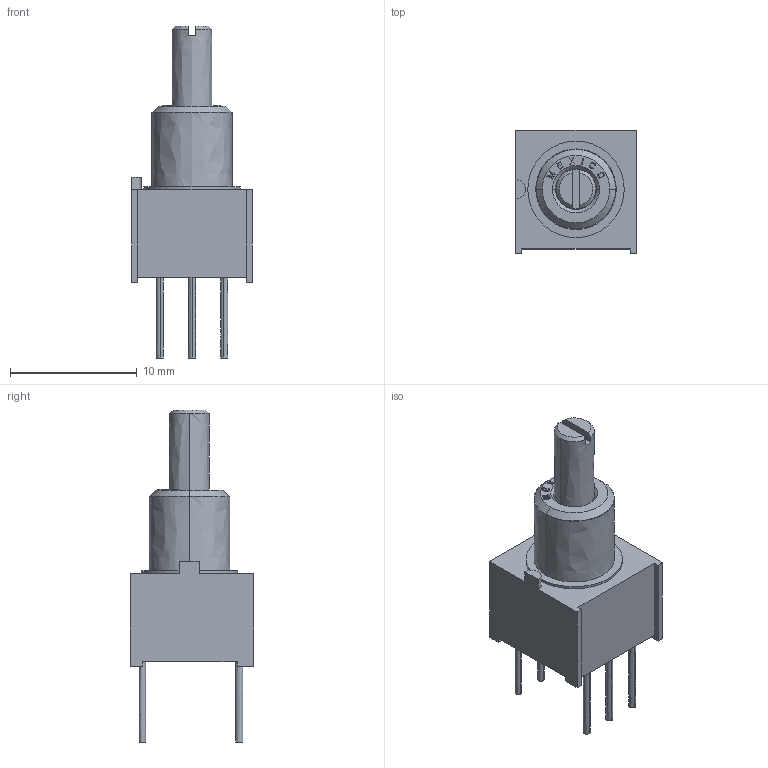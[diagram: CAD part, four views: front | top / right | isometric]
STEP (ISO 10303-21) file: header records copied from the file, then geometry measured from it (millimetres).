
FILE_DESCRIPTION((''),'2;1');
FILE_NAME('33756-73003','2007-03-07T',('RICKB'),('Bourns, Inc.'),'PRO/ENGINEER BY PARAMETRIC TECHNOLOGY CORPORATION, 2001200','PRO/ENGINEER BY PARAMETRIC TECHNOLOGY CORPORATION, 2001200','');
FILE_SCHEMA(('AUTOMOTIVE_DESIGN_CC2 { 1 2 10303 214 -1 1 5 2 }'));
Length unit declared in the file: inch
Products named in the file (1): 33756-73003
Bounding box: 9.53 x 9.75 x 26.21 mm (x, y, z)
Volume: 890.1 mm3; surface area: 725.8 mm2
Topology: 1 solids, 1 shells, 195 faces, 523 edges, 348 vertices
Faces by surface type: bspline 195
Entity records: 8584 total; most frequent: CARTESIAN_POINT 2323, ORIENTED_EDGE 1046, DIRECTION 573, PRESENTATION_STYLE_ASSIGNMENT 551, STYLED_ITEM 524, CURVE_STYLE 523, EDGE_CURVE 523, VECTOR 465
